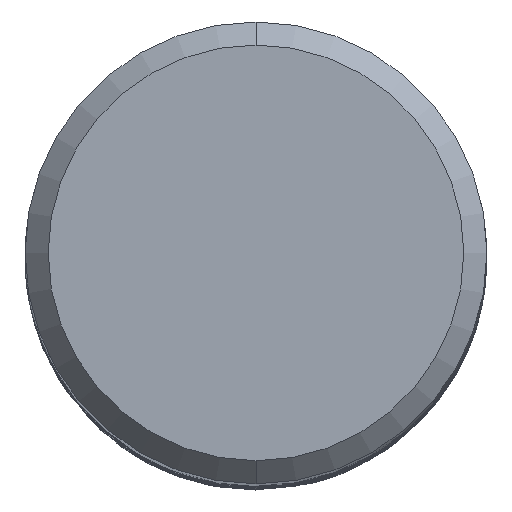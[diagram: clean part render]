
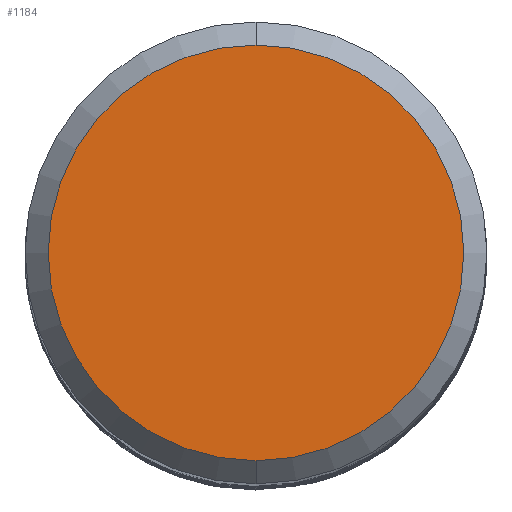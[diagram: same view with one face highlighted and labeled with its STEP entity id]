
A CAD part, top view. The second image highlights one B-rep face of the part: STEP entity #1184.
In plain terms, the highlighted planar face has unit normal (0, 0, 1).
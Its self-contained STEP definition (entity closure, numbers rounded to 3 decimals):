
#872=EDGE_CURVE('',#2038,#1600,#2435,.T.);
#1080=EDGE_CURVE('',#1600,#2038,#2668,.T.);
#1184=ADVANCED_FACE('',(#2778),#2779,.T.);
#1600=VERTEX_POINT('',#3237);
#2038=VERTEX_POINT('',#3710);
#2435=CIRCLE('',#5642,9.0);
#2668=CIRCLE('',#8548,9.0);
#2778=FACE_OUTER_BOUND('',#10191,.T.);
#2779=PLANE('',#10192);
#3237=CARTESIAN_POINT('',(0.,-9.0,0.0));
#3710=CARTESIAN_POINT('',(0.0,9.0,0.0));
#5642=AXIS2_PLACEMENT_3D('',#28356,#28357,#28358);
#8548=AXIS2_PLACEMENT_3D('',#28737,#28738,#28739);
#10191=EDGE_LOOP('',(#28820,#28821));
#10192=AXIS2_PLACEMENT_3D('',#28822,#28823,#28824);
#28356=CARTESIAN_POINT('',(0.0,0.0,0.0));
#28357=DIRECTION('',(0.0,0.0,-1.0));
#28358=DIRECTION('',(0.0,1.0,0.0));
#28737=CARTESIAN_POINT('',(0.0,0.0,0.0));
#28738=DIRECTION('',(0.0,0.0,-1.0));
#28739=DIRECTION('',(0.0,1.0,0.0));
#28820=ORIENTED_EDGE('',*,*,#872,.F.);
#28821=ORIENTED_EDGE('',*,*,#1080,.F.);
#28822=CARTESIAN_POINT('',(0.0,4.5,0.0));
#28823=DIRECTION('',(-0.0,0.0,1.0));
#28824=DIRECTION('',(0.0,-1.0,0.0));
